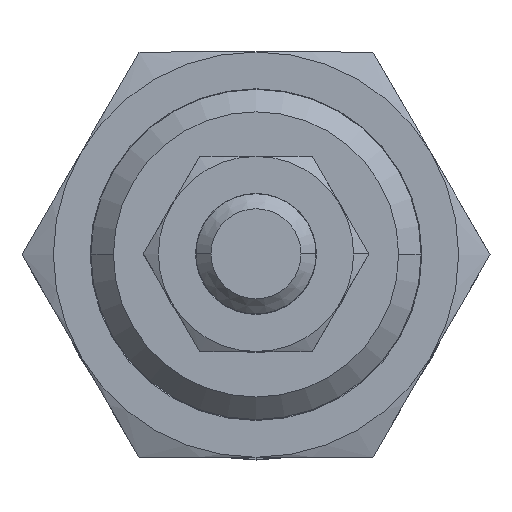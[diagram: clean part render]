
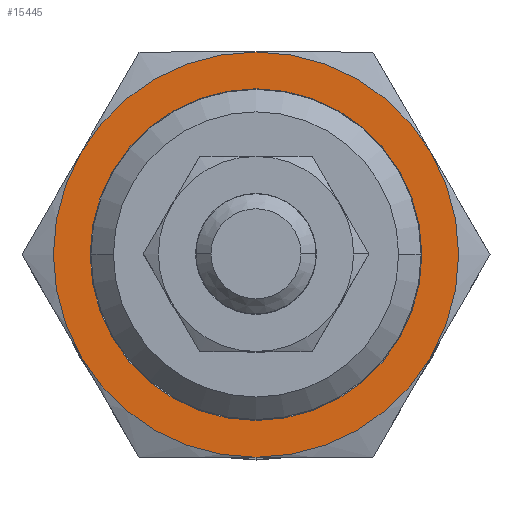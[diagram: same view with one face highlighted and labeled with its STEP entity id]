
A CAD part, top view. The second image highlights one B-rep face of the part: STEP entity #15445.
In plain terms, the highlighted planar face has unit normal (0, 0, 1).
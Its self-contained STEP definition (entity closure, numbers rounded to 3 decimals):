
#80 = DIRECTION ( 'NONE',  ( 0.866, 0.5, 0. ) ) ;
#467 = CARTESIAN_POINT ( 'NONE',  ( 0., 0., 104. ) ) ;
#980 = CARTESIAN_POINT ( 'NONE',  ( 0., 13.5, 104. ) ) ;
#1189 = DIRECTION ( 'NONE',  ( 0.866, 0.5, 0. ) ) ;
#1348 = ORIENTED_EDGE ( 'NONE', *, *, #14342, .T. ) ;
#1406 = VERTEX_POINT ( 'NONE', #18134 ) ;
#1733 = PLANE ( 'NONE',  #21595 ) ;
#1855 = AXIS2_PLACEMENT_3D ( 'NONE', #21698, #9420, #80 ) ;
#1880 = CIRCLE ( 'NONE', #4249, 13.5 ) ;
#2512 = EDGE_LOOP ( 'NONE', ( #6652, #14165, #20053, #16792, #19811, #13845 ) ) ;
#2774 = DIRECTION ( 'NONE',  ( 0.866, 0.5, 0. ) ) ;
#3046 = CIRCLE ( 'NONE', #1855, 13.5 ) ;
#3596 = FACE_OUTER_BOUND ( 'NONE', #2512, .T. ) ;
#3760 = CIRCLE ( 'NONE', #19657, 13.5 ) ;
#4014 = CARTESIAN_POINT ( 'NONE',  ( 0., -13.5, 104. ) ) ;
#4249 = AXIS2_PLACEMENT_3D ( 'NONE', #23866, #23746, #17896 ) ;
#4453 = CIRCLE ( 'NONE', #19177, 11.05 ) ;
#5946 = EDGE_LOOP ( 'NONE', ( #10872, #1348 ) ) ;
#6194 = CARTESIAN_POINT ( 'NONE',  ( -9.57, -5.525, 104. ) ) ;
#6459 = CARTESIAN_POINT ( 'NONE',  ( 9.57, 5.525, 104. ) ) ;
#6652 = ORIENTED_EDGE ( 'NONE', *, *, #11346, .F. ) ;
#7004 = EDGE_CURVE ( 'NONE', #11159, #8848, #1880, .T. ) ;
#7577 = FACE_BOUND ( 'NONE', #5946, .T. ) ;
#7653 = AXIS2_PLACEMENT_3D ( 'NONE', #8272, #14239, #2774 ) ;
#7772 = EDGE_CURVE ( 'NONE', #13480, #17884, #8289, .T. ) ;
#8040 = DIRECTION ( 'NONE',  ( 0., 0., -1. ) ) ;
#8272 = CARTESIAN_POINT ( 'NONE',  ( 0., 0., 104. ) ) ;
#8289 = CIRCLE ( 'NONE', #15037, 13.5 ) ;
#8604 = VERTEX_POINT ( 'NONE', #6194 ) ;
#8699 = AXIS2_PLACEMENT_3D ( 'NONE', #10840, #11195, #24507 ) ;
#8848 = VERTEX_POINT ( 'NONE', #4014 ) ;
#9420 = DIRECTION ( 'NONE',  ( 0., 0., -1. ) ) ;
#10059 = CIRCLE ( 'NONE', #7653, 13.5 ) ;
#10120 = DIRECTION ( 'NONE',  ( 0.866, 0.5, 0. ) ) ;
#10840 = CARTESIAN_POINT ( 'NONE',  ( 0., 0., 104. ) ) ;
#10872 = ORIENTED_EDGE ( 'NONE', *, *, #13333, .T. ) ;
#11159 = VERTEX_POINT ( 'NONE', #19169 ) ;
#11195 = DIRECTION ( 'NONE',  ( 0., 0., -1. ) ) ;
#11297 = VERTEX_POINT ( 'NONE', #6459 ) ;
#11331 = CARTESIAN_POINT ( 'NONE',  ( 0., 0., 104. ) ) ;
#11346 = EDGE_CURVE ( 'NONE', #1406, #11159, #13854, .T. ) ;
#11809 = DIRECTION ( 'NONE',  ( 0., 0., -1. ) ) ;
#13333 = EDGE_CURVE ( 'NONE', #8604, #11297, #4453, .T. ) ;
#13402 = DIRECTION ( 'NONE',  ( 0.866, 0.5, 0. ) ) ;
#13480 = VERTEX_POINT ( 'NONE', #14989 ) ;
#13552 = DIRECTION ( 'NONE',  ( 0.866, 0.5, 0. ) ) ;
#13845 = ORIENTED_EDGE ( 'NONE', *, *, #7004, .F. ) ;
#13854 = CIRCLE ( 'NONE', #8699, 13.5 ) ;
#14032 = AXIS2_PLACEMENT_3D ( 'NONE', #467, #11809, #13552 ) ;
#14165 = ORIENTED_EDGE ( 'NONE', *, *, #16047, .F. ) ;
#14239 = DIRECTION ( 'NONE',  ( 0., 0., -1. ) ) ;
#14342 = EDGE_CURVE ( 'NONE', #11297, #8604, #16801, .T. ) ;
#14820 = DIRECTION ( 'NONE',  ( 0.866, 0.5, 0. ) ) ;
#14989 = CARTESIAN_POINT ( 'NONE',  ( -11.691, -6.75, 104. ) ) ;
#15037 = AXIS2_PLACEMENT_3D ( 'NONE', #19581, #21316, #10120 ) ;
#15445 = ADVANCED_FACE ( 'NONE', ( #7577, #3596 ), #1733, .F. ) ;
#16047 = EDGE_CURVE ( 'NONE', #16962, #1406, #3760, .T. ) ;
#16792 = ORIENTED_EDGE ( 'NONE', *, *, #7772, .F. ) ;
#16801 = CIRCLE ( 'NONE', #14032, 11.05 ) ;
#16962 = VERTEX_POINT ( 'NONE', #980 ) ;
#17884 = VERTEX_POINT ( 'NONE', #19281 ) ;
#17896 = DIRECTION ( 'NONE',  ( 0.866, 0.5, 0. ) ) ;
#18117 = DIRECTION ( 'NONE',  ( 0., 0., -1. ) ) ;
#18134 = CARTESIAN_POINT ( 'NONE',  ( 11.691, 6.75, 104. ) ) ;
#18200 = EDGE_CURVE ( 'NONE', #17884, #16962, #3046, .T. ) ;
#18559 = DIRECTION ( 'NONE',  ( 0., 0., -1. ) ) ;
#19117 = CARTESIAN_POINT ( 'NONE',  ( 0., 0., 104. ) ) ;
#19169 = CARTESIAN_POINT ( 'NONE',  ( 11.691, -6.75, 104. ) ) ;
#19177 = AXIS2_PLACEMENT_3D ( 'NONE', #21967, #18117, #1189 ) ;
#19281 = CARTESIAN_POINT ( 'NONE',  ( -11.691, 6.75, 104. ) ) ;
#19581 = CARTESIAN_POINT ( 'NONE',  ( 0., 0., 104. ) ) ;
#19657 = AXIS2_PLACEMENT_3D ( 'NONE', #19117, #8040, #13402 ) ;
#19811 = ORIENTED_EDGE ( 'NONE', *, *, #19896, .F. ) ;
#19896 = EDGE_CURVE ( 'NONE', #8848, #13480, #10059, .T. ) ;
#20053 = ORIENTED_EDGE ( 'NONE', *, *, #18200, .F. ) ;
#21316 = DIRECTION ( 'NONE',  ( 0., 0., -1. ) ) ;
#21595 = AXIS2_PLACEMENT_3D ( 'NONE', #11331, #18559, #14820 ) ;
#21698 = CARTESIAN_POINT ( 'NONE',  ( 0., 0., 104. ) ) ;
#21967 = CARTESIAN_POINT ( 'NONE',  ( 0., 0., 104. ) ) ;
#23746 = DIRECTION ( 'NONE',  ( 0., 0., -1. ) ) ;
#23866 = CARTESIAN_POINT ( 'NONE',  ( 0., 0., 104. ) ) ;
#24507 = DIRECTION ( 'NONE',  ( 0.866, 0.5, 0. ) ) ;
